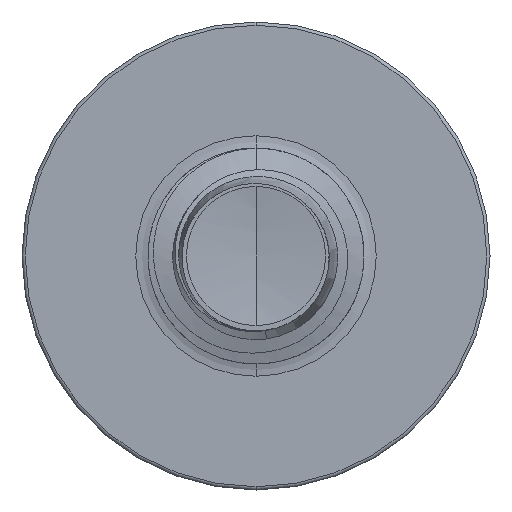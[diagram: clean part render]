
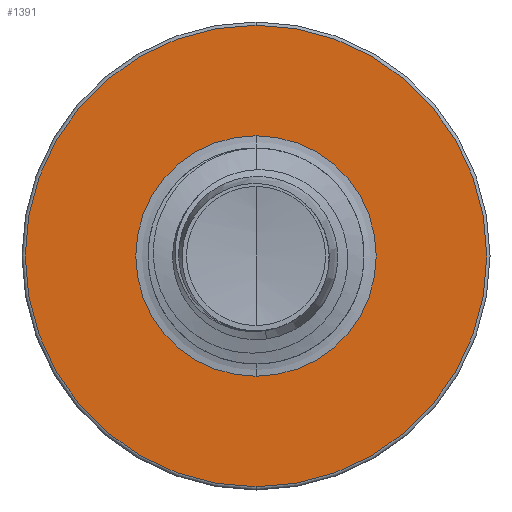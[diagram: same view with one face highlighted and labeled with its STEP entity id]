
A CAD part, front view. The second image highlights one B-rep face of the part: STEP entity #1391.
In plain terms, the highlighted planar face has unit normal (0, -1, 0).
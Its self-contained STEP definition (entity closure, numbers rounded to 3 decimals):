
#353 = DIRECTION ( 'NONE',  ( 0., 0., 1. ) ) ;
#376 = DIRECTION ( 'NONE',  ( 0., 1., 0. ) ) ;
#407 = CARTESIAN_POINT ( 'NONE',  ( 0., 3.5, 0. ) ) ;
#1099 = AXIS2_PLACEMENT_3D ( 'NONE', #4161, #4105, #4091 ) ;
#1391 = ADVANCED_FACE ( 'NONE', ( #13275, #6038 ), #6034, .F. ) ;
#1488 = VERTEX_POINT ( 'NONE', #5438 ) ;
#2933 = EDGE_CURVE ( 'NONE', #6831, #6988, #4388, .T. ) ;
#3569 = DIRECTION ( 'NONE',  ( 0., 0., 1. ) ) ;
#3594 = DIRECTION ( 'NONE',  ( 0., 1., 0. ) ) ;
#3604 = CARTESIAN_POINT ( 'NONE',  ( 0., 3.5, 0. ) ) ;
#4091 = DIRECTION ( 'NONE',  ( 0., 0., 1. ) ) ;
#4105 = DIRECTION ( 'NONE',  ( 0., 1., 0. ) ) ;
#4161 = CARTESIAN_POINT ( 'NONE',  ( 0., 3.5, 0. ) ) ;
#4281 = EDGE_CURVE ( 'NONE', #6988, #6831, #8743, .T. ) ;
#4388 = CIRCLE ( 'NONE', #8359, 3.205 ) ;
#4563 = EDGE_CURVE ( 'NONE', #1488, #13200, #12288, .T. ) ;
#4701 = CIRCLE ( 'NONE', #13180, 1.67 ) ;
#4738 = CARTESIAN_POINT ( 'NONE',  ( 0., 3.5, 3.205 ) ) ;
#5154 = CARTESIAN_POINT ( 'NONE',  ( 0., 3.5, 0. ) ) ;
#5418 = CARTESIAN_POINT ( 'NONE',  ( 0., 3.5, -3.205 ) ) ;
#5438 = CARTESIAN_POINT ( 'NONE',  ( 0., 3.5, 1.67 ) ) ;
#5937 = DIRECTION ( 'NONE',  ( 0., 0., 1. ) ) ;
#5958 = DIRECTION ( 'NONE',  ( 0., 1., 0. ) ) ;
#5996 = CARTESIAN_POINT ( 'NONE',  ( 0., 3.5, -1.67 ) ) ;
#6034 = PLANE ( 'NONE',  #12539 ) ;
#6038 = FACE_BOUND ( 'NONE', #13645, .T. ) ;
#6306 = DIRECTION ( 'NONE',  ( 0., 0., 1. ) ) ;
#6824 = AXIS2_PLACEMENT_3D ( 'NONE', #407, #376, #353 ) ;
#6831 = VERTEX_POINT ( 'NONE', #5418 ) ;
#6988 = VERTEX_POINT ( 'NONE', #4738 ) ;
#8359 = AXIS2_PLACEMENT_3D ( 'NONE', #3604, #3594, #3569 ) ;
#8413 = ORIENTED_EDGE ( 'NONE', *, *, #4563, .T. ) ;
#8743 = CIRCLE ( 'NONE', #1099, 3.205 ) ;
#10549 = ORIENTED_EDGE ( 'NONE', *, *, #4281, .F. ) ;
#11489 = EDGE_LOOP ( 'NONE', ( #10549, #12793 ) ) ;
#11653 = EDGE_CURVE ( 'NONE', #13200, #1488, #4701, .T. ) ;
#12036 = DIRECTION ( 'NONE',  ( 0., 1., 0. ) ) ;
#12288 = CIRCLE ( 'NONE', #6824, 1.67 ) ;
#12539 = AXIS2_PLACEMENT_3D ( 'NONE', #5996, #5958, #5937 ) ;
#12793 = ORIENTED_EDGE ( 'NONE', *, *, #2933, .F. ) ;
#13067 = ORIENTED_EDGE ( 'NONE', *, *, #11653, .T. ) ;
#13180 = AXIS2_PLACEMENT_3D ( 'NONE', #5154, #12036, #6306 ) ;
#13200 = VERTEX_POINT ( 'NONE', #13544 ) ;
#13275 = FACE_OUTER_BOUND ( 'NONE', #11489, .T. ) ;
#13544 = CARTESIAN_POINT ( 'NONE',  ( 0., 3.5, -1.67 ) ) ;
#13645 = EDGE_LOOP ( 'NONE', ( #8413, #13067 ) ) ;
